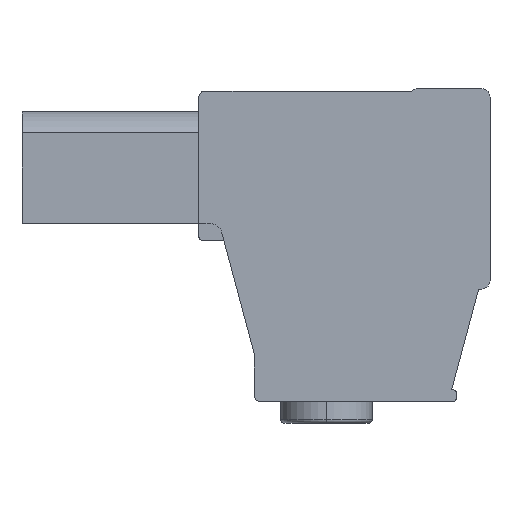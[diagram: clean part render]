
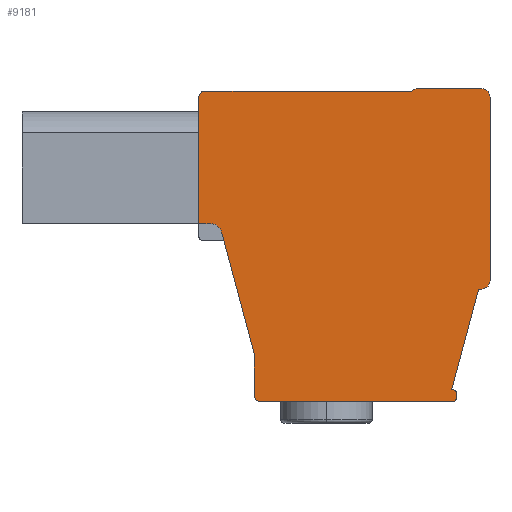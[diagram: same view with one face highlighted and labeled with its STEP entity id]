
A CAD part, front view. The second image highlights one B-rep face of the part: STEP entity #9181.
In plain terms, the highlighted planar face has unit normal (0, -1, 0).
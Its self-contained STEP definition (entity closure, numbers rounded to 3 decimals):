
#93=DIRECTION('',(0.,0.,1.));
#94=VECTOR('',#93,15.25);
#95=CARTESIAN_POINT('',(24.2,-91.28,-9.45));
#96=LINE('',#95,#94);
#249=CARTESIAN_POINT('',(23.5,-91.28,-9.45));
#250=DIRECTION('',(0.,1.,0.));
#251=DIRECTION('',(1.,0.,0.));
#252=AXIS2_PLACEMENT_3D('',#249,#250,#251);
#254=DIRECTION('',(-1.,0.,0.));
#255=VECTOR('',#254,0.25);
#256=CARTESIAN_POINT('',(23.5,-91.28,-10.15));
#257=LINE('',#256,#255);
#258=DIRECTION('',(-0.259,0.,-0.966));
#259=VECTOR('',#258,8.645);
#260=CARTESIAN_POINT('',(23.25,-91.28,-10.15));
#261=LINE('',#260,#259);
#262=DIRECTION('',(1.,0.,0.));
#263=VECTOR('',#262,0.087);
#264=CARTESIAN_POINT('',(21.013,-91.28,-18.5));
#265=LINE('',#264,#263);
#266=CARTESIAN_POINT('',(21.1,-91.28,-18.8));
#267=DIRECTION('',(0.,1.,0.));
#268=DIRECTION('',(0.,0.,1.));
#269=AXIS2_PLACEMENT_3D('',#266,#267,#268);
#271=DIRECTION('',(0.,0.,-1.));
#272=VECTOR('',#271,0.4);
#273=CARTESIAN_POINT('',(21.4,-91.28,-18.8));
#274=LINE('',#273,#272);
#275=CARTESIAN_POINT('',(21.1,-91.28,-19.2));
#276=DIRECTION('',(0.,1.,0.));
#277=DIRECTION('',(1.,0.,0.));
#278=AXIS2_PLACEMENT_3D('',#275,#276,#277);
#280=DIRECTION('',(-1.,0.,0.));
#281=VECTOR('',#280,16.);
#282=CARTESIAN_POINT('',(21.1,-91.28,-19.5));
#283=LINE('',#282,#281);
#284=CARTESIAN_POINT('',(5.1,-91.28,-19.));
#285=DIRECTION('',(0.,1.,0.));
#286=DIRECTION('',(0.,0.,-1.));
#287=AXIS2_PLACEMENT_3D('',#284,#285,#286);
#289=DIRECTION('',(0.,0.,1.));
#290=VECTOR('',#289,3.478);
#291=CARTESIAN_POINT('',(4.6,-91.28,-19.));
#292=LINE('',#291,#290);
#293=DIRECTION('',(-0.259,0.,0.966));
#294=VECTOR('',#293,10.436);
#295=CARTESIAN_POINT('',(4.6,-91.28,-15.522));
#296=LINE('',#295,#294);
#297=CARTESIAN_POINT('',(0.933,-91.28,-5.7));
#298=DIRECTION('',(0.,-1.,0.));
#299=DIRECTION('',(0.966,0.,0.259));
#300=AXIS2_PLACEMENT_3D('',#297,#298,#299);
#302=DIRECTION('',(-1.,0.,0.));
#303=VECTOR('',#302,0.933);
#304=CARTESIAN_POINT('',(0.933,-91.28,-4.7));
#305=LINE('',#304,#303);
#306=CARTESIAN_POINT('',(0.5,-91.28,5.8));
#307=DIRECTION('',(0.,1.,0.));
#308=DIRECTION('',(-1.,0.,0.));
#309=AXIS2_PLACEMENT_3D('',#306,#307,#308);
#311=DIRECTION('',(1.,0.,0.));
#312=VECTOR('',#311,17.204);
#313=CARTESIAN_POINT('',(0.5,-91.28,6.3));
#314=LINE('',#313,#312);
#315=DIRECTION('',(0.866,0.,0.5));
#316=VECTOR('',#315,0.4);
#317=CARTESIAN_POINT('',(17.704,-91.28,6.3));
#318=LINE('',#317,#316);
#319=DIRECTION('',(1.,0.,0.));
#320=VECTOR('',#319,5.45);
#321=CARTESIAN_POINT('',(18.05,-91.28,6.5));
#322=LINE('',#321,#320);
#323=CARTESIAN_POINT('',(23.5,-91.28,5.8));
#324=DIRECTION('',(0.,1.,0.));
#325=DIRECTION('',(0.,0.,1.));
#326=AXIS2_PLACEMENT_3D('',#323,#324,#325);
#669=DIRECTION('',(0.,0.,-1.));
#670=VECTOR('',#669,10.5);
#671=CARTESIAN_POINT('',(0.,-91.28,5.8));
#672=LINE('',#671,#670);
#7098=CARTESIAN_POINT('',(24.2,-91.28,-9.45));
#7099=CARTESIAN_POINT('',(23.5,-91.28,-10.15));
#7100=VERTEX_POINT('',#7098);
#7101=VERTEX_POINT('',#7099);
#7102=CARTESIAN_POINT('',(23.25,-91.28,-10.15));
#7103=VERTEX_POINT('',#7102);
#7104=CARTESIAN_POINT('',(21.013,-91.28,-18.5));
#7105=VERTEX_POINT('',#7104);
#7106=CARTESIAN_POINT('',(21.1,-91.28,-18.5));
#7107=VERTEX_POINT('',#7106);
#7108=CARTESIAN_POINT('',(21.4,-91.28,-18.8));
#7109=VERTEX_POINT('',#7108);
#7110=CARTESIAN_POINT('',(21.4,-91.28,-19.2));
#7111=VERTEX_POINT('',#7110);
#7112=CARTESIAN_POINT('',(21.1,-91.28,-19.5));
#7113=VERTEX_POINT('',#7112);
#7114=CARTESIAN_POINT('',(5.1,-91.28,-19.5));
#7115=VERTEX_POINT('',#7114);
#7116=CARTESIAN_POINT('',(4.6,-91.28,-19.));
#7117=VERTEX_POINT('',#7116);
#7118=CARTESIAN_POINT('',(4.6,-91.28,-15.522));
#7119=VERTEX_POINT('',#7118);
#7120=CARTESIAN_POINT('',(1.899,-91.28,-5.441));
#7121=VERTEX_POINT('',#7120);
#7122=CARTESIAN_POINT('',(0.933,-91.28,-4.7));
#7123=VERTEX_POINT('',#7122);
#7124=CARTESIAN_POINT('',(0.,-91.28,5.8));
#7125=CARTESIAN_POINT('',(0.5,-91.28,6.3));
#7126=VERTEX_POINT('',#7124);
#7127=VERTEX_POINT('',#7125);
#7128=CARTESIAN_POINT('',(17.704,-91.28,6.3));
#7129=VERTEX_POINT('',#7128);
#7130=CARTESIAN_POINT('',(18.05,-91.28,6.5));
#7131=VERTEX_POINT('',#7130);
#7132=CARTESIAN_POINT('',(23.5,-91.28,6.5));
#7133=VERTEX_POINT('',#7132);
#7134=CARTESIAN_POINT('',(24.2,-91.28,5.8));
#7135=VERTEX_POINT('',#7134);
#7202=CARTESIAN_POINT('',(0.,-91.28,-4.7));
#7203=VERTEX_POINT('',#7202);
#9135=CARTESIAN_POINT('',(0.,-91.28,0.));
#9136=DIRECTION('',(0.,1.,0.));
#9137=DIRECTION('',(1.,0.,0.));
#9138=AXIS2_PLACEMENT_3D('',#9135,#9136,#9137);
#9139=PLANE('',#9138);
#9140=ORIENTED_EDGE('',*,*,#9035,.F.);
#9142=ORIENTED_EDGE('',*,*,#9141,.T.);
#9144=ORIENTED_EDGE('',*,*,#9143,.T.);
#9146=ORIENTED_EDGE('',*,*,#9145,.T.);
#9148=ORIENTED_EDGE('',*,*,#9147,.T.);
#9150=ORIENTED_EDGE('',*,*,#9149,.T.);
#9152=ORIENTED_EDGE('',*,*,#9151,.T.);
#9154=ORIENTED_EDGE('',*,*,#9153,.T.);
#9156=ORIENTED_EDGE('',*,*,#9155,.T.);
#9158=ORIENTED_EDGE('',*,*,#9157,.T.);
#9160=ORIENTED_EDGE('',*,*,#9159,.T.);
#9162=ORIENTED_EDGE('',*,*,#9161,.T.);
#9164=ORIENTED_EDGE('',*,*,#9163,.T.);
#9166=ORIENTED_EDGE('',*,*,#9165,.T.);
#9168=ORIENTED_EDGE('',*,*,#9167,.F.);
#9170=ORIENTED_EDGE('',*,*,#9169,.T.);
#9172=ORIENTED_EDGE('',*,*,#9171,.T.);
#9174=ORIENTED_EDGE('',*,*,#9173,.T.);
#9176=ORIENTED_EDGE('',*,*,#9175,.T.);
#9178=ORIENTED_EDGE('',*,*,#9177,.T.);
#9179=EDGE_LOOP('',(#9140,#9142,#9144,#9146,#9148,#9150,#9152,#9154,#9156,#9158,
#9160,#9162,#9164,#9166,#9168,#9170,#9172,#9174,#9176,#9178));
#9180=FACE_OUTER_BOUND('',#9179,.F.);
#253=CIRCLE('',#252,0.7);
#270=CIRCLE('',#269,0.3);
#279=CIRCLE('',#278,0.3);
#288=CIRCLE('',#287,0.5);
#301=CIRCLE('',#300,1.);
#310=CIRCLE('',#309,0.5);
#327=CIRCLE('',#326,0.7);
#9035=EDGE_CURVE('',#7100,#7135,#96,.T.);
#9141=EDGE_CURVE('',#7100,#7101,#253,.T.);
#9143=EDGE_CURVE('',#7101,#7103,#257,.T.);
#9145=EDGE_CURVE('',#7103,#7105,#261,.T.);
#9147=EDGE_CURVE('',#7105,#7107,#265,.T.);
#9149=EDGE_CURVE('',#7107,#7109,#270,.T.);
#9151=EDGE_CURVE('',#7109,#7111,#274,.T.);
#9153=EDGE_CURVE('',#7111,#7113,#279,.T.);
#9155=EDGE_CURVE('',#7113,#7115,#283,.T.);
#9157=EDGE_CURVE('',#7115,#7117,#288,.T.);
#9159=EDGE_CURVE('',#7117,#7119,#292,.T.);
#9161=EDGE_CURVE('',#7119,#7121,#296,.T.);
#9163=EDGE_CURVE('',#7121,#7123,#301,.T.);
#9165=EDGE_CURVE('',#7123,#7203,#305,.T.);
#9167=EDGE_CURVE('',#7126,#7203,#672,.T.);
#9169=EDGE_CURVE('',#7126,#7127,#310,.T.);
#9171=EDGE_CURVE('',#7127,#7129,#314,.T.);
#9173=EDGE_CURVE('',#7129,#7131,#318,.T.);
#9175=EDGE_CURVE('',#7131,#7133,#322,.T.);
#9177=EDGE_CURVE('',#7133,#7135,#327,.T.);
#9181=ADVANCED_FACE('',(#9180),#9139,.F.);
